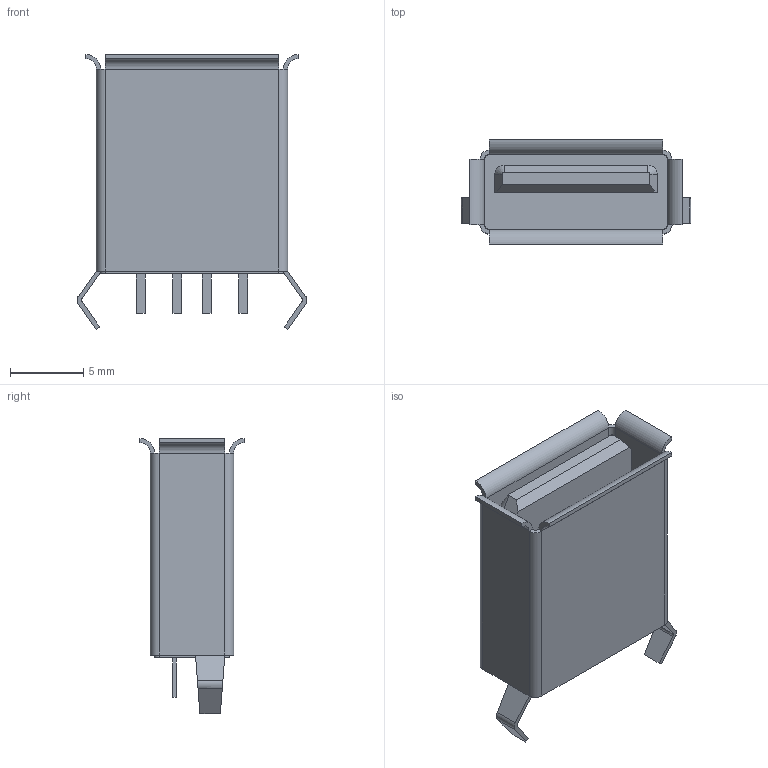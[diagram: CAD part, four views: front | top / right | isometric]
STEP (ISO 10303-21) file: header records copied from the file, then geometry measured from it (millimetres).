
FILE_DESCRIPTION((''),'2;1');
FILE_NAME('824-1-1-XX-XX','2013-09-27T',('uwe.kadritzke'),(''),'PRO/ENGINEER BY PARAMETRIC TECHNOLOGY CORPORATION, 2005110','PRO/ENGINEER BY PARAMETRIC TECHNOLOGY CORPORATION, 2005110','');
FILE_SCHEMA(('CONFIG_CONTROL_DESIGN'));
Length unit declared in the file: millimetre
Products named in the file (1): 824-1-1-XX-XX
Bounding box: 15.7 x 7.12 x 18.8 mm (x, y, z)
Volume: 723.4 mm3; surface area: 1282.6 mm2
Topology: 1 solids, 1 shells, 103 faces, 298 edges, 202 vertices
Faces by surface type: plane 75, cylinder 26, cone 2
Entity records: 3462 total; most frequent: CARTESIAN_POINT 635, ORIENTED_EDGE 596, DIRECTION 580, EDGE_CURVE 298, VERTEX_POINT 202, AXIS2_PLACEMENT_3D 195, VECTOR 190, LINE 190
